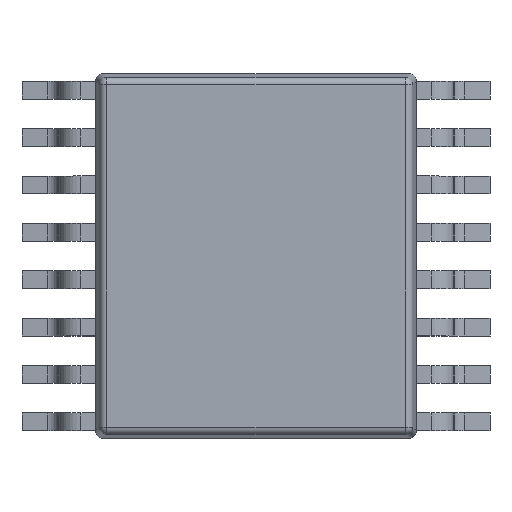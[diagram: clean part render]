
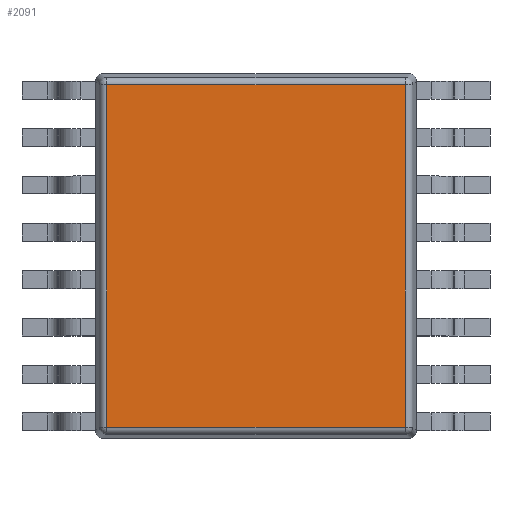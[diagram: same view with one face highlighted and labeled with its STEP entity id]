
A CAD part, top view. The second image highlights one B-rep face of the part: STEP entity #2091.
In plain terms, the highlighted face is planar.
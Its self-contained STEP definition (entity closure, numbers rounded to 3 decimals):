
#549=DIRECTION('',(-1.,0.,0.));
#550=VECTOR('',#549,4.7);
#551=CARTESIAN_POINT('',(2.35,0.375,-2.05));
#552=LINE('',#551,#550);
#563=DIRECTION('',(1.,0.,0.));
#564=VECTOR('',#563,4.7);
#565=CARTESIAN_POINT('',(-2.35,0.375,2.05));
#566=LINE('',#565,#564);
#1477=DIRECTION('',(0.,0.,1.));
#1478=VECTOR('',#1477,4.1);
#1479=CARTESIAN_POINT('',(-2.35,0.375,-2.05));
#1480=LINE('',#1479,#1478);
#1491=DIRECTION('',(0.,0.,-1.));
#1492=VECTOR('',#1491,4.1);
#1493=CARTESIAN_POINT('',(2.35,0.375,2.05));
#1494=LINE('',#1493,#1492);
#1529=CARTESIAN_POINT('',(2.35,0.375,2.05));
#1530=CARTESIAN_POINT('',(2.35,0.375,-2.05));
#1531=VERTEX_POINT('',#1529);
#1532=VERTEX_POINT('',#1530);
#1537=CARTESIAN_POINT('',(-2.35,0.375,-2.05));
#1538=VERTEX_POINT('',#1537);
#1543=CARTESIAN_POINT('',(-2.35,0.375,2.05));
#1544=VERTEX_POINT('',#1543);
#2077=CARTESIAN_POINT('',(0.,0.375,0.));
#2078=DIRECTION('',(0.,1.,0.));
#2079=DIRECTION('',(1.,0.,0.));
#2080=AXIS2_PLACEMENT_3D('',#2077,#2078,#2079);
#2081=PLANE('',#2080);
#2083=ORIENTED_EDGE('',*,*,#2082,.F.);
#2085=ORIENTED_EDGE('',*,*,#2084,.F.);
#2086=ORIENTED_EDGE('',*,*,#2068,.F.);
#2088=ORIENTED_EDGE('',*,*,#2087,.F.);
#2089=EDGE_LOOP('',(#2083,#2085,#2086,#2088));
#2090=FACE_OUTER_BOUND('',#2089,.F.);
#2091=ADVANCED_FACE('',(#2090),#2081,.T.);
#2068=EDGE_CURVE('',#1532,#1538,#552,.T.);
#2082=EDGE_CURVE('',#1544,#1531,#566,.T.);
#2084=EDGE_CURVE('',#1538,#1544,#1480,.T.);
#2087=EDGE_CURVE('',#1531,#1532,#1494,.T.);
